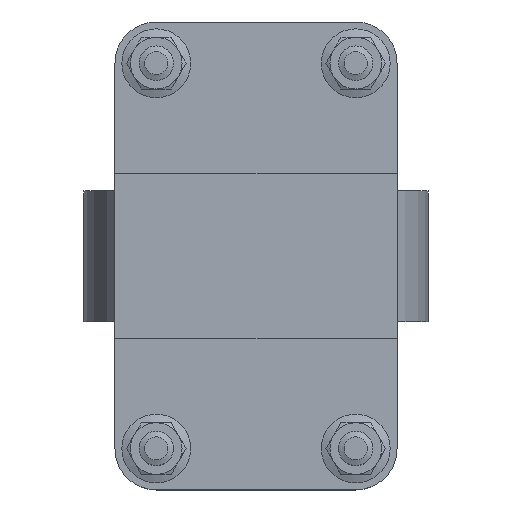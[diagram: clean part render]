
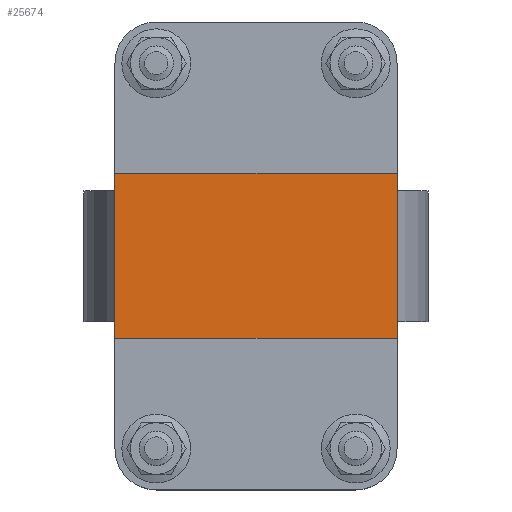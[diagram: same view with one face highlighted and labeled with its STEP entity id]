
A CAD part, top view. The second image highlights one B-rep face of the part: STEP entity #25674.
In plain terms, the highlighted planar face has unit normal (0, 0, 1).
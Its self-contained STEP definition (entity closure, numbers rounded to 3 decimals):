
#25159 = PLANE('',#25160);
#25160 = AXIS2_PLACEMENT_3D('',#25161,#25162,#25163);
#25161 = CARTESIAN_POINT('',(-22.,-107.908,
    341.466));
#25162 = DIRECTION('',(1.,0.,0.));
#25163 = DIRECTION('',(0.,0.,-1.));
#25210 = PLANE('',#25211);
#25211 = AXIS2_PLACEMENT_3D('',#25212,#25213,#25214);
#25212 = CARTESIAN_POINT('',(60.,-107.908,
    341.466));
#25213 = DIRECTION('',(-1.,0.,0.));
#25214 = DIRECTION('',(0.,0.,1.));
#25674 = ADVANCED_FACE('',(#25675),#25689,.F.);
#25675 = FACE_BOUND('',#25676,.T.);
#25676 = EDGE_LOOP('',(#25677,#25707,#25735,#25758));
#25677 = ORIENTED_EDGE('',*,*,#25678,.F.);
#25678 = EDGE_CURVE('',#25679,#25681,#25683,.T.);
#25679 = VERTEX_POINT('',#25680);
#25680 = CARTESIAN_POINT('',(-22.,-131.908,
    343.466));
#25681 = VERTEX_POINT('',#25682);
#25682 = CARTESIAN_POINT('',(-22.,-83.908,
    343.466));
#25683 = SURFACE_CURVE('',#25684,(#25688,#25700),.PCURVE_S1.);
#25684 = LINE('',#25685,#25686);
#25685 = CARTESIAN_POINT('',(-22.,-107.908,
    343.466));
#25686 = VECTOR('',#25687,1.);
#25687 = DIRECTION('',(0.,1.,0.));
#25688 = PCURVE('',#25689,#25694);
#25689 = PLANE('',#25690);
#25690 = AXIS2_PLACEMENT_3D('',#25691,#25692,#25693);
#25691 = CARTESIAN_POINT('',(60.,-107.908,
    343.466));
#25692 = DIRECTION('',(0.,0.,-1.));
#25693 = DIRECTION('',(0.,-1.,-0.));
#25694 = DEFINITIONAL_REPRESENTATION('',(#25695),#25699);
#25695 = LINE('',#25696,#25697);
#25696 = CARTESIAN_POINT('',(0.,82.));
#25697 = VECTOR('',#25698,1.);
#25698 = DIRECTION('',(-1.,0.));
#25699 = ( GEOMETRIC_REPRESENTATION_CONTEXT(2) 
PARAMETRIC_REPRESENTATION_CONTEXT() REPRESENTATION_CONTEXT('2D SPACE',''
  ) );
#25700 = PCURVE('',#25159,#25701);
#25701 = DEFINITIONAL_REPRESENTATION('',(#25702),#25706);
#25702 = LINE('',#25703,#25704);
#25703 = CARTESIAN_POINT('',(-2.,0.));
#25704 = VECTOR('',#25705,1.);
#25705 = DIRECTION('',(0.,1.));
#25706 = ( GEOMETRIC_REPRESENTATION_CONTEXT(2) 
PARAMETRIC_REPRESENTATION_CONTEXT() REPRESENTATION_CONTEXT('2D SPACE',''
  ) );
#25707 = ORIENTED_EDGE('',*,*,#25708,.F.);
#25708 = EDGE_CURVE('',#25709,#25679,#25711,.T.);
#25709 = VERTEX_POINT('',#25710);
#25710 = CARTESIAN_POINT('',(60.,-131.908,
    343.466));
#25711 = SURFACE_CURVE('',#25712,(#25716,#25723),.PCURVE_S1.);
#25712 = LINE('',#25713,#25714);
#25713 = CARTESIAN_POINT('',(60.,-131.908,
    343.466));
#25714 = VECTOR('',#25715,1.);
#25715 = DIRECTION('',(-1.,0.,0.));
#25716 = PCURVE('',#25689,#25717);
#25717 = DEFINITIONAL_REPRESENTATION('',(#25718),#25722);
#25718 = LINE('',#25719,#25720);
#25719 = CARTESIAN_POINT('',(24.,0.));
#25720 = VECTOR('',#25721,1.);
#25721 = DIRECTION('',(0.,1.));
#25722 = ( GEOMETRIC_REPRESENTATION_CONTEXT(2) 
PARAMETRIC_REPRESENTATION_CONTEXT() REPRESENTATION_CONTEXT('2D SPACE',''
  ) );
#25723 = PCURVE('',#25724,#25729);
#25724 = PLANE('',#25725);
#25725 = AXIS2_PLACEMENT_3D('',#25726,#25727,#25728);
#25726 = CARTESIAN_POINT('',(60.,-131.908,
    345.466));
#25727 = DIRECTION('',(0.,-1.,0.));
#25728 = DIRECTION('',(0.,0.,1.));
#25729 = DEFINITIONAL_REPRESENTATION('',(#25730),#25734);
#25730 = LINE('',#25731,#25732);
#25731 = CARTESIAN_POINT('',(-2.,0.));
#25732 = VECTOR('',#25733,1.);
#25733 = DIRECTION('',(0.,1.));
#25734 = ( GEOMETRIC_REPRESENTATION_CONTEXT(2) 
PARAMETRIC_REPRESENTATION_CONTEXT() REPRESENTATION_CONTEXT('2D SPACE',''
  ) );
#25735 = ORIENTED_EDGE('',*,*,#25736,.F.);
#25736 = EDGE_CURVE('',#25737,#25709,#25739,.T.);
#25737 = VERTEX_POINT('',#25738);
#25738 = CARTESIAN_POINT('',(60.,-83.908,
    343.466));
#25739 = SURFACE_CURVE('',#25740,(#25744,#25751),.PCURVE_S1.);
#25740 = LINE('',#25741,#25742);
#25741 = CARTESIAN_POINT('',(60.,-107.908,
    343.466));
#25742 = VECTOR('',#25743,1.);
#25743 = DIRECTION('',(0.,-1.,0.));
#25744 = PCURVE('',#25689,#25745);
#25745 = DEFINITIONAL_REPRESENTATION('',(#25746),#25750);
#25746 = LINE('',#25747,#25748);
#25747 = CARTESIAN_POINT('',(-0.,0.));
#25748 = VECTOR('',#25749,1.);
#25749 = DIRECTION('',(1.,0.));
#25750 = ( GEOMETRIC_REPRESENTATION_CONTEXT(2) 
PARAMETRIC_REPRESENTATION_CONTEXT() REPRESENTATION_CONTEXT('2D SPACE',''
  ) );
#25751 = PCURVE('',#25210,#25752);
#25752 = DEFINITIONAL_REPRESENTATION('',(#25753),#25757);
#25753 = LINE('',#25754,#25755);
#25754 = CARTESIAN_POINT('',(2.,0.));
#25755 = VECTOR('',#25756,1.);
#25756 = DIRECTION('',(0.,-1.));
#25757 = ( GEOMETRIC_REPRESENTATION_CONTEXT(2) 
PARAMETRIC_REPRESENTATION_CONTEXT() REPRESENTATION_CONTEXT('2D SPACE',''
  ) );
#25758 = ORIENTED_EDGE('',*,*,#25759,.T.);
#25759 = EDGE_CURVE('',#25737,#25681,#25760,.T.);
#25760 = SURFACE_CURVE('',#25761,(#25765,#25772),.PCURVE_S1.);
#25761 = LINE('',#25762,#25763);
#25762 = CARTESIAN_POINT('',(60.,-83.908,
    343.466));
#25763 = VECTOR('',#25764,1.);
#25764 = DIRECTION('',(-1.,0.,0.));
#25765 = PCURVE('',#25689,#25766);
#25766 = DEFINITIONAL_REPRESENTATION('',(#25767),#25771);
#25767 = LINE('',#25768,#25769);
#25768 = CARTESIAN_POINT('',(-24.,0.));
#25769 = VECTOR('',#25770,1.);
#25770 = DIRECTION('',(0.,1.));
#25771 = ( GEOMETRIC_REPRESENTATION_CONTEXT(2) 
PARAMETRIC_REPRESENTATION_CONTEXT() REPRESENTATION_CONTEXT('2D SPACE',''
  ) );
#25772 = PCURVE('',#25773,#25778);
#25773 = PLANE('',#25774);
#25774 = AXIS2_PLACEMENT_3D('',#25775,#25776,#25777);
#25775 = CARTESIAN_POINT('',(60.,-83.908,
    345.466));
#25776 = DIRECTION('',(0.,1.,0.));
#25777 = DIRECTION('',(0.,0.,-1.));
#25778 = DEFINITIONAL_REPRESENTATION('',(#25779),#25783);
#25779 = LINE('',#25780,#25781);
#25780 = CARTESIAN_POINT('',(2.,0.));
#25781 = VECTOR('',#25782,1.);
#25782 = DIRECTION('',(0.,1.));
#25783 = ( GEOMETRIC_REPRESENTATION_CONTEXT(2) 
PARAMETRIC_REPRESENTATION_CONTEXT() REPRESENTATION_CONTEXT('2D SPACE',''
  ) );
